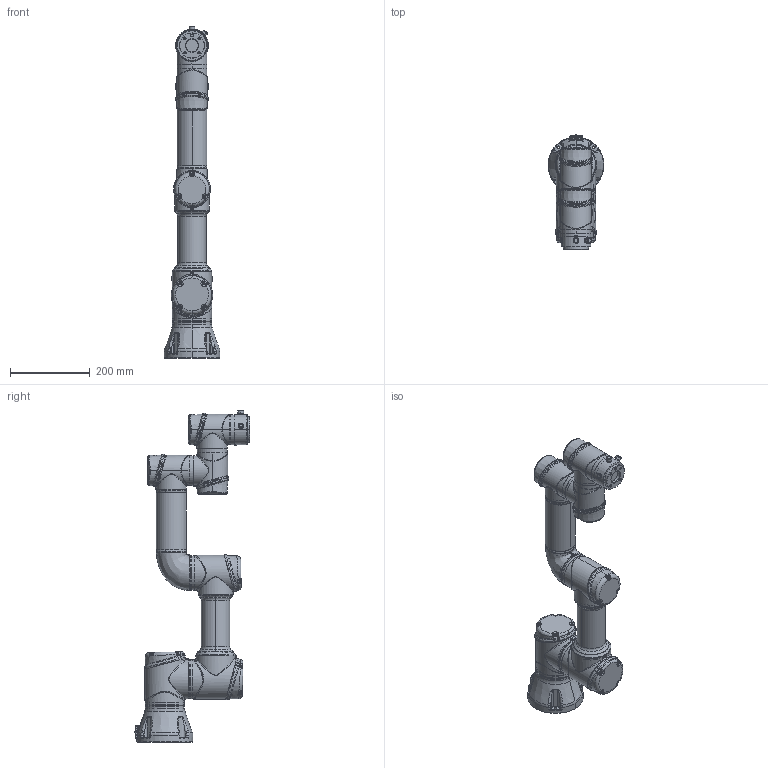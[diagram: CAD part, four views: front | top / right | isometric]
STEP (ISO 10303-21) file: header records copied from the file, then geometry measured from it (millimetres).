
FILE_DESCRIPTION (( 'STEP AP214' ), '1' );
FILE_NAME ('i3H.STEP', '2024-10-22T06:50:26', ( '' ), ( '' ), 'SwSTEP 2.0', 'SolidWorks 2022', '' );
FILE_SCHEMA (( 'AUTOMOTIVE_DESIGN' ));
Length unit declared in the file: millimetre
Products named in the file (8): i3-ID1; i3-ID6; i3H; i3-大臂; i3-底座; i5H-末端; i3-小臂; i3-ID5
Assembly tree (7 placements, depth 2):
  i3H
    i3-底座
    i3-ID1
    i3-大臂
    i3-小臂
    i3-ID5
    i3-ID6
    i5H-末端
Bounding box: 140 x 290 x 831 mm (x, y, z)
Volume: 7754322.3 mm3; surface area: 551183.5 mm2
Topology: 10 solids, 25 shells, 2458 faces, 6089 edges, 3779 vertices
Faces by surface type: plane 828, cylinder 712, bspline 576, cone 256, torus 78, sphere 8
Entity records: 163491 total; most frequent: CARTESIAN_POINT 86397, ORIENTED_EDGE 12086, DIRECTION 10112, EDGE_CURVE 6045, AXIS2_PLACEMENT_3D 3955, VERTEX_POINT 3779, EDGE_LOOP 2624, FACE_OUTER_BOUND 2458
